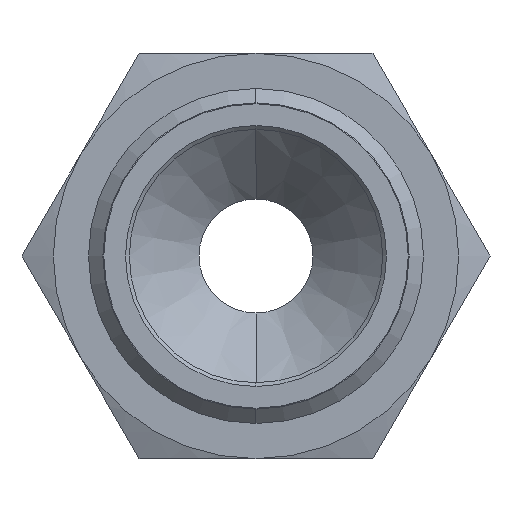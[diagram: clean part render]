
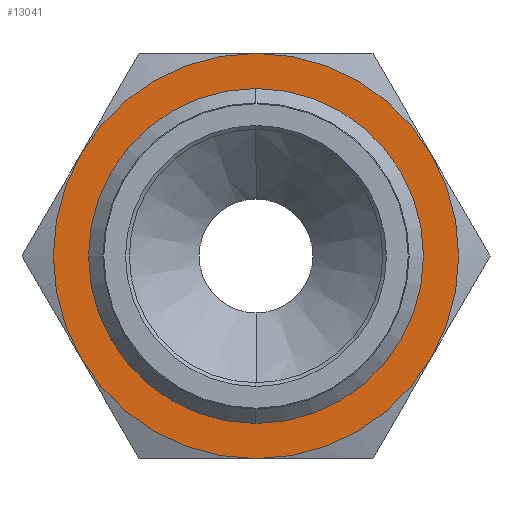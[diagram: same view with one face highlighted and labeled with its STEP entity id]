
A CAD part, left-side view. The second image highlights one B-rep face of the part: STEP entity #13041.
In plain terms, the highlighted planar face has unit normal (-1, 0, 0).
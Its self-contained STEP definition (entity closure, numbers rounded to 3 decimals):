
#288 = CIRCLE ( 'NONE', #9868, 16. ) ;
#542 = CARTESIAN_POINT ( 'NONE',  ( -41., -13.856, 8. ) ) ;
#778 = DIRECTION ( 'NONE',  ( -1., 0., 0. ) ) ;
#1122 = AXIS2_PLACEMENT_3D ( 'NONE', #9545, #13180, #9648 ) ;
#1206 = DIRECTION ( 'NONE',  ( 0., 0., 1. ) ) ;
#1290 = CARTESIAN_POINT ( 'NONE',  ( -41., 22.18, 0. ) ) ;
#1512 = CARTESIAN_POINT ( 'NONE',  ( -41., 0., -16. ) ) ;
#1870 = DIRECTION ( 'NONE',  ( -1., 0., 0. ) ) ;
#2145 = ORIENTED_EDGE ( 'NONE', *, *, #3406, .T. ) ;
#2309 = VERTEX_POINT ( 'NONE', #1512 ) ;
#2383 = VERTEX_POINT ( 'NONE', #542 ) ;
#2450 = CARTESIAN_POINT ( 'NONE',  ( -41., 13.856, -8. ) ) ;
#2799 = AXIS2_PLACEMENT_3D ( 'NONE', #10078, #2994, #13717 ) ;
#2994 = DIRECTION ( 'NONE',  ( -1., 0., 0. ) ) ;
#3406 = EDGE_CURVE ( 'NONE', #12924, #2383, #288, .T. ) ;
#3601 = VERTEX_POINT ( 'NONE', #2450 ) ;
#3611 = PLANE ( 'NONE',  #10915 ) ;
#3631 = CARTESIAN_POINT ( 'NONE',  ( -41., 0., 0. ) ) ;
#3700 = DIRECTION ( 'NONE',  ( 0., 0., 1. ) ) ;
#4113 = CARTESIAN_POINT ( 'NONE',  ( -41., 0., 12.024 ) ) ;
#4249 = DIRECTION ( 'NONE',  ( 0., 0., 1. ) ) ;
#4548 = ORIENTED_EDGE ( 'NONE', *, *, #9763, .T. ) ;
#4743 = ORIENTED_EDGE ( 'NONE', *, *, #7468, .T. ) ;
#4951 = FACE_BOUND ( 'NONE', #11286, .T. ) ;
#5026 = ORIENTED_EDGE ( 'NONE', *, *, #13291, .T. ) ;
#5167 = EDGE_CURVE ( 'NONE', #8447, #13812, #8600, .T. ) ;
#5225 = EDGE_CURVE ( 'NONE', #2309, #12924, #9324, .T. ) ;
#5586 = ORIENTED_EDGE ( 'NONE', *, *, #5167, .T. ) ;
#5657 = VERTEX_POINT ( 'NONE', #4113 ) ;
#5717 = DIRECTION ( 'NONE',  ( 0., 0., 1. ) ) ;
#5884 = CARTESIAN_POINT ( 'NONE',  ( -41., -13.856, -8. ) ) ;
#6017 = CARTESIAN_POINT ( 'NONE',  ( -41., 0., 0. ) ) ;
#6822 = DIRECTION ( 'NONE',  ( 0., 0., 1. ) ) ;
#6894 = CIRCLE ( 'NONE', #7814, 12.024 ) ;
#7468 = EDGE_CURVE ( 'NONE', #13654, #5657, #14542, .T. ) ;
#7490 = CIRCLE ( 'NONE', #7890, 16. ) ;
#7814 = AXIS2_PLACEMENT_3D ( 'NONE', #6017, #9412, #10707 ) ;
#7890 = AXIS2_PLACEMENT_3D ( 'NONE', #3631, #11836, #1206 ) ;
#8447 = VERTEX_POINT ( 'NONE', #13757 ) ;
#8600 = CIRCLE ( 'NONE', #11969, 16. ) ;
#8930 = CARTESIAN_POINT ( 'NONE',  ( -41., 0., -12.024 ) ) ;
#9072 = CARTESIAN_POINT ( 'NONE',  ( -41., 0., 0. ) ) ;
#9324 = CIRCLE ( 'NONE', #12766, 16. ) ;
#9412 = DIRECTION ( 'NONE',  ( 1., 0., 0. ) ) ;
#9545 = CARTESIAN_POINT ( 'NONE',  ( -41., 0., 0. ) ) ;
#9648 = DIRECTION ( 'NONE',  ( 0., 0., 1. ) ) ;
#9759 = EDGE_LOOP ( 'NONE', ( #10696, #5586, #10276, #5026, #14799, #2145 ) ) ;
#9763 = EDGE_CURVE ( 'NONE', #5657, #13654, #6894, .T. ) ;
#9863 = EDGE_CURVE ( 'NONE', #13812, #3601, #10737, .T. ) ;
#9868 = AXIS2_PLACEMENT_3D ( 'NONE', #11501, #12680, #5717 ) ;
#10078 = CARTESIAN_POINT ( 'NONE',  ( -41., 0., 0. ) ) ;
#10276 = ORIENTED_EDGE ( 'NONE', *, *, #9863, .T. ) ;
#10371 = CARTESIAN_POINT ( 'NONE',  ( -41., 13.856, 8. ) ) ;
#10696 = ORIENTED_EDGE ( 'NONE', *, *, #14550, .T. ) ;
#10707 = DIRECTION ( 'NONE',  ( 0., 0., 1. ) ) ;
#10737 = CIRCLE ( 'NONE', #11475, 16. ) ;
#10761 = DIRECTION ( 'NONE',  ( -1., 0., 0. ) ) ;
#10800 = DIRECTION ( 'NONE',  ( -1., 0., 0. ) ) ;
#10857 = CARTESIAN_POINT ( 'NONE',  ( -41., 0., 0. ) ) ;
#10915 = AXIS2_PLACEMENT_3D ( 'NONE', #1290, #10761, #13153 ) ;
#11286 = EDGE_LOOP ( 'NONE', ( #4548, #4743 ) ) ;
#11475 = AXIS2_PLACEMENT_3D ( 'NONE', #10857, #10800, #3700 ) ;
#11501 = CARTESIAN_POINT ( 'NONE',  ( -41., 0., 0. ) ) ;
#11836 = DIRECTION ( 'NONE',  ( -1., 0., 0. ) ) ;
#11969 = AXIS2_PLACEMENT_3D ( 'NONE', #9072, #1870, #6822 ) ;
#12680 = DIRECTION ( 'NONE',  ( -1., 0., 0. ) ) ;
#12766 = AXIS2_PLACEMENT_3D ( 'NONE', #15058, #778, #4249 ) ;
#12916 = CIRCLE ( 'NONE', #2799, 16. ) ;
#12924 = VERTEX_POINT ( 'NONE', #5884 ) ;
#13041 = ADVANCED_FACE ( 'NONE', ( #4951, #13277 ), #3611, .T. ) ;
#13153 = DIRECTION ( 'NONE',  ( 0., 0., 1. ) ) ;
#13180 = DIRECTION ( 'NONE',  ( 1., 0., 0. ) ) ;
#13277 = FACE_OUTER_BOUND ( 'NONE', #9759, .T. ) ;
#13291 = EDGE_CURVE ( 'NONE', #3601, #2309, #12916, .T. ) ;
#13654 = VERTEX_POINT ( 'NONE', #8930 ) ;
#13717 = DIRECTION ( 'NONE',  ( 0., 0., 1. ) ) ;
#13757 = CARTESIAN_POINT ( 'NONE',  ( -41., 0., 16. ) ) ;
#13812 = VERTEX_POINT ( 'NONE', #10371 ) ;
#14542 = CIRCLE ( 'NONE', #1122, 12.024 ) ;
#14550 = EDGE_CURVE ( 'NONE', #2383, #8447, #7490, .T. ) ;
#14799 = ORIENTED_EDGE ( 'NONE', *, *, #5225, .T. ) ;
#15058 = CARTESIAN_POINT ( 'NONE',  ( -41., 0., 0. ) ) ;
